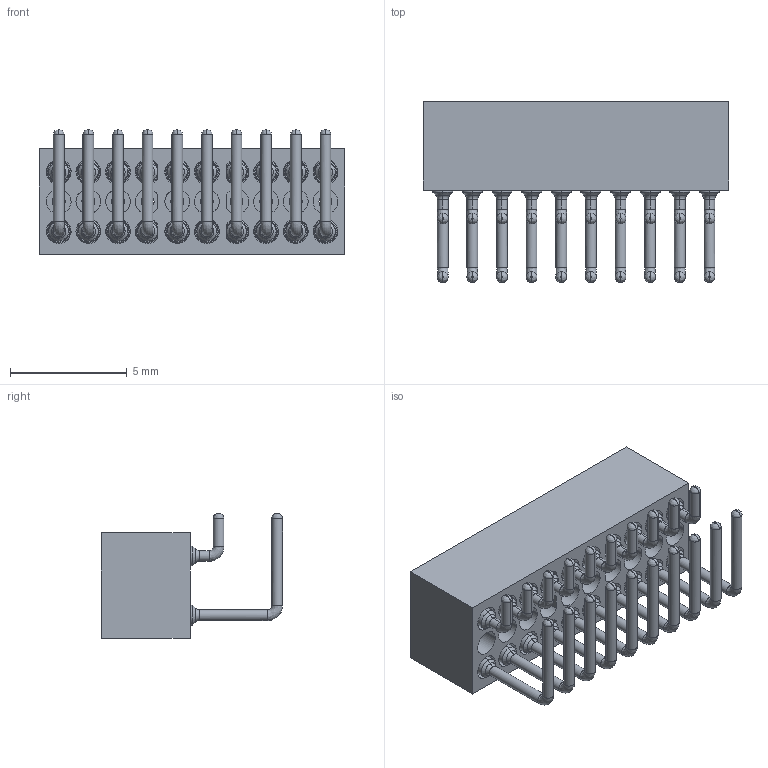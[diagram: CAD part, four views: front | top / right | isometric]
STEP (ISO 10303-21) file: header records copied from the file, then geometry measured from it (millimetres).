
FILE_DESCRIPTION( ('This file contains a STEP AP42 implementation' ,'as created by ZW3D STEP Interface translator.') ,'2;1' );
FILE_NAME( '3525-382XXRXX089X1.stp' ,'231014.1339 9', (''), ('ZWCAD Software Co.'), 'Version 1.0', 'ZW3D to STEP translator', '' );
FILE_SCHEMA(('AUTOMOTIVE_DESIGN { 1 0 10303 214 1 1 1 1 }'));
Length unit declared in the file: millimetre
Products named in the file (1): 0
Bounding box: 13.11 x 7.76 x 5.34 mm (x, y, z)
Volume: 174 mm3; surface area: 1256.3 mm2
Topology: 41 solids, 51 shells, 2208 faces, 5118 edges, 3042 vertices
Faces by surface type: cylinder 820, plane 678, cone 610, bspline 60, torus 40
Full cylindrical faces by diameter (mm): 0.46 x20
Entity records: 110689 total; most frequent: CARTESIAN_POINT 69352, ORIENTED_EDGE 10116, EDGE_CURVE 5058, B_SPLINE_CURVE_WITH_KNOTS 4984, DIRECTION 4360, VERTEX_POINT 3042, EDGE_LOOP 2418, FACE_OUTER_BOUND 2208
